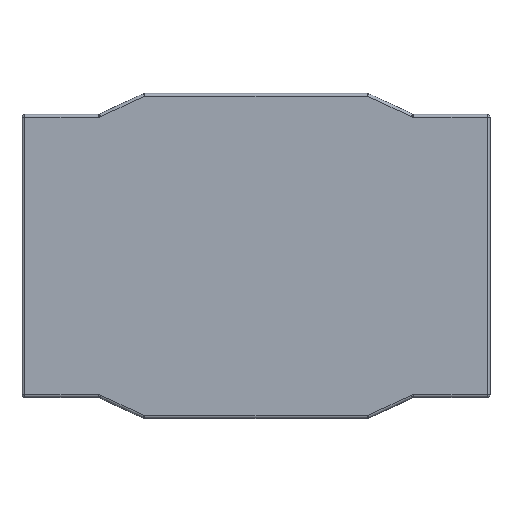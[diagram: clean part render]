
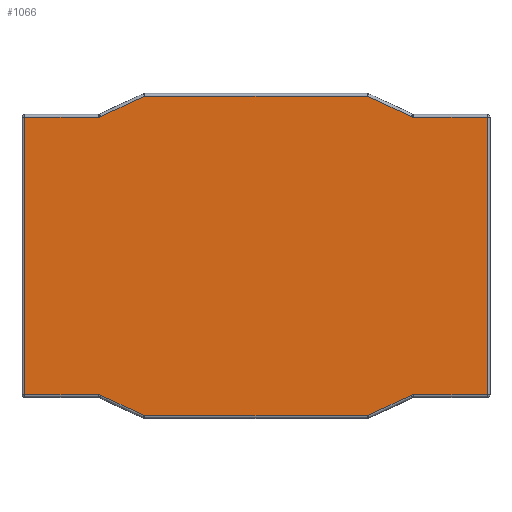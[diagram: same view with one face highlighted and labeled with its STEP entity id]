
A CAD part, top view. The second image highlights one B-rep face of the part: STEP entity #1066.
In plain terms, the highlighted planar face has unit normal (0, 0, 1).
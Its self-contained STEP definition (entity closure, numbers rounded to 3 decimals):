
#24=PLANE('',#1234);
#35=LINE('',#1694,#107);
#41=LINE('',#1733,#113);
#47=LINE('',#1772,#119);
#53=LINE('',#1813,#125);
#59=LINE('',#1845,#131);
#63=LINE('',#1858,#135);
#65=LINE('',#1861,#137);
#67=LINE('',#1864,#139);
#75=LINE('',#1876,#147);
#81=LINE('',#1885,#153);
#87=LINE('',#1894,#159);
#93=LINE('',#1903,#165);
#107=VECTOR('',#1325,10.);
#113=VECTOR('',#1371,10.);
#119=VECTOR('',#1417,10.);
#125=VECTOR('',#1465,10.);
#131=VECTOR('',#1503,10.);
#135=VECTOR('',#1519,10.);
#137=VECTOR('',#1523,10.);
#139=VECTOR('',#1527,10.);
#147=VECTOR('',#1543,10.);
#153=VECTOR('',#1555,10.);
#159=VECTOR('',#1567,10.);
#165=VECTOR('',#1579,10.);
#286=FACE_OUTER_BOUND('',#360,.T.);
#360=EDGE_LOOP('',(#949,#950,#951,#952,#953,#954,#955,#956,#957,#958,#959,
#960,#961,#962,#963,#964));
#391=CIRCLE('',#1121,0.02);
#398=CIRCLE('',#1132,0.02);
#431=CIRCLE('',#1182,0.02);
#438=CIRCLE('',#1193,0.02);
#456=VERTEX_POINT('',#1647);
#463=VERTEX_POINT('',#1666);
#469=VERTEX_POINT('',#1683);
#471=VERTEX_POINT('',#1687);
#476=VERTEX_POINT('',#1705);
#478=VERTEX_POINT('',#1709);
#483=VERTEX_POINT('',#1724);
#489=VERTEX_POINT('',#1744);
#496=VERTEX_POINT('',#1763);
#503=VERTEX_POINT('',#1785);
#509=VERTEX_POINT('',#1802);
#511=VERTEX_POINT('',#1806);
#516=VERTEX_POINT('',#1824);
#518=VERTEX_POINT('',#1828);
#520=VERTEX_POINT('',#1836);
#523=VERTEX_POINT('',#1849);
#555=EDGE_CURVE('',#471,#469,#391,.T.);
#558=EDGE_CURVE('',#456,#471,#35,.T.);
#566=EDGE_CURVE('',#478,#476,#398,.T.);
#577=EDGE_CURVE('',#469,#483,#41,.T.);
#596=EDGE_CURVE('',#483,#496,#47,.T.);
#613=EDGE_CURVE('',#511,#509,#431,.T.);
#616=EDGE_CURVE('',#496,#511,#53,.T.);
#624=EDGE_CURVE('',#518,#516,#438,.T.);
#632=EDGE_CURVE('',#509,#520,#59,.T.);
#639=EDGE_CURVE('',#520,#523,#63,.T.);
#641=EDGE_CURVE('',#523,#518,#65,.T.);
#643=EDGE_CURVE('',#516,#503,#67,.T.);
#651=EDGE_CURVE('',#503,#489,#75,.T.);
#657=EDGE_CURVE('',#489,#478,#81,.T.);
#663=EDGE_CURVE('',#476,#463,#87,.T.);
#669=EDGE_CURVE('',#463,#456,#93,.T.);
#949=ORIENTED_EDGE('',*,*,#624,.F.);
#950=ORIENTED_EDGE('',*,*,#641,.F.);
#951=ORIENTED_EDGE('',*,*,#639,.F.);
#952=ORIENTED_EDGE('',*,*,#632,.F.);
#953=ORIENTED_EDGE('',*,*,#613,.F.);
#954=ORIENTED_EDGE('',*,*,#616,.F.);
#955=ORIENTED_EDGE('',*,*,#596,.F.);
#956=ORIENTED_EDGE('',*,*,#577,.F.);
#957=ORIENTED_EDGE('',*,*,#555,.F.);
#958=ORIENTED_EDGE('',*,*,#558,.F.);
#959=ORIENTED_EDGE('',*,*,#669,.F.);
#960=ORIENTED_EDGE('',*,*,#663,.F.);
#961=ORIENTED_EDGE('',*,*,#566,.F.);
#962=ORIENTED_EDGE('',*,*,#657,.F.);
#963=ORIENTED_EDGE('',*,*,#651,.F.);
#964=ORIENTED_EDGE('',*,*,#643,.F.);
#1066=ADVANCED_FACE('',(#286),#24,.T.);
#1121=AXIS2_PLACEMENT_3D('',#1689,#1317,#1318);
#1132=AXIS2_PLACEMENT_3D('',#1711,#1343,#1344);
#1182=AXIS2_PLACEMENT_3D('',#1808,#1457,#1458);
#1193=AXIS2_PLACEMENT_3D('',#1830,#1483,#1484);
#1234=AXIS2_PLACEMENT_3D('',#1923,#1611,#1612);
#1317=DIRECTION('center_axis',(0.,0.,1.));
#1318=DIRECTION('ref_axis',(-0.216,0.976,0.));
#1325=DIRECTION('',(-1.,0.,0.));
#1343=DIRECTION('center_axis',(0.,0.,1.));
#1344=DIRECTION('ref_axis',(-0.216,-0.976,0.));
#1371=DIRECTION('',(-0.906,-0.423,0.));
#1417=DIRECTION('',(-1.,0.,0.));
#1457=DIRECTION('center_axis',(0.,0.,1.));
#1458=DIRECTION('ref_axis',(0.216,0.976,0.));
#1465=DIRECTION('',(-0.906,0.423,0.));
#1483=DIRECTION('center_axis',(0.,0.,1.));
#1484=DIRECTION('ref_axis',(0.216,-0.976,0.));
#1503=DIRECTION('',(-1.,0.,0.));
#1519=DIRECTION('',(0.,1.,0.));
#1523=DIRECTION('',(1.,0.,0.));
#1527=DIRECTION('',(0.906,0.423,0.));
#1543=DIRECTION('',(1.,0.,0.));
#1555=DIRECTION('',(0.906,-0.423,0.));
#1567=DIRECTION('',(1.,0.,0.));
#1579=DIRECTION('',(0.,-1.,0.));
#1611=DIRECTION('center_axis',(0.,0.,1.));
#1612=DIRECTION('ref_axis',(1.,0.,0.));
#1647=CARTESIAN_POINT('',(0.825,-0.495,1.));
#1666=CARTESIAN_POINT('',(0.825,0.495,1.));
#1683=CARTESIAN_POINT('',(0.555,-0.497,1.));
#1687=CARTESIAN_POINT('',(0.563,-0.495,1.));
#1689=CARTESIAN_POINT('Origin',(0.563,-0.515,1.));
#1694=CARTESIAN_POINT('',(0.28,-0.495,1.));
#1705=CARTESIAN_POINT('',(0.563,0.495,1.));
#1709=CARTESIAN_POINT('',(0.555,0.497,1.));
#1711=CARTESIAN_POINT('Origin',(0.563,0.515,1.));
#1724=CARTESIAN_POINT('',(0.398,-0.57,1.));
#1733=CARTESIAN_POINT('',(0.343,-0.596,1.));
#1744=CARTESIAN_POINT('',(0.398,0.57,1.));
#1763=CARTESIAN_POINT('',(-0.398,-0.57,1.));
#1772=CARTESIAN_POINT('',(-0.2,-0.57,1.));
#1785=CARTESIAN_POINT('',(-0.398,0.57,1.));
#1802=CARTESIAN_POINT('',(-0.563,-0.495,1.));
#1806=CARTESIAN_POINT('',(-0.555,-0.497,1.));
#1808=CARTESIAN_POINT('Origin',(-0.563,-0.515,1.));
#1813=CARTESIAN_POINT('',(-0.423,-0.558,1.));
#1824=CARTESIAN_POINT('',(-0.555,0.497,1.));
#1828=CARTESIAN_POINT('',(-0.563,0.495,1.));
#1830=CARTESIAN_POINT('Origin',(-0.563,0.515,1.));
#1836=CARTESIAN_POINT('',(-0.825,-0.495,1.));
#1845=CARTESIAN_POINT('',(-0.418,-0.495,1.));
#1849=CARTESIAN_POINT('',(-0.825,0.495,1.));
#1858=CARTESIAN_POINT('',(-0.825,0.253,1.));
#1861=CARTESIAN_POINT('',(-0.28,0.495,1.));
#1864=CARTESIAN_POINT('',(-0.343,0.596,1.));
#1876=CARTESIAN_POINT('',(0.2,0.57,1.));
#1885=CARTESIAN_POINT('',(0.423,0.558,1.));
#1894=CARTESIAN_POINT('',(0.418,0.495,1.));
#1903=CARTESIAN_POINT('',(0.825,-0.253,1.));
#1923=CARTESIAN_POINT('Origin',(0.,0.,1.));
